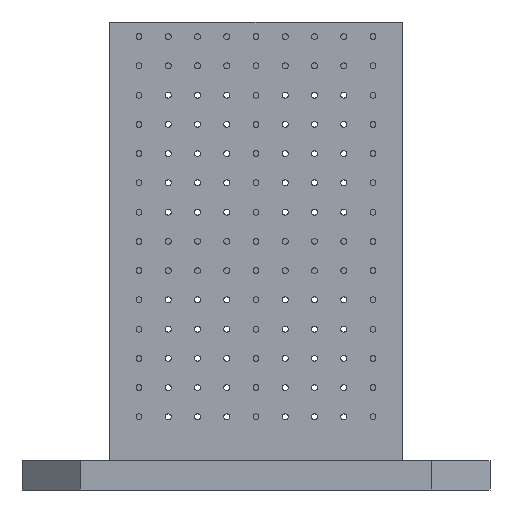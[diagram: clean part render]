
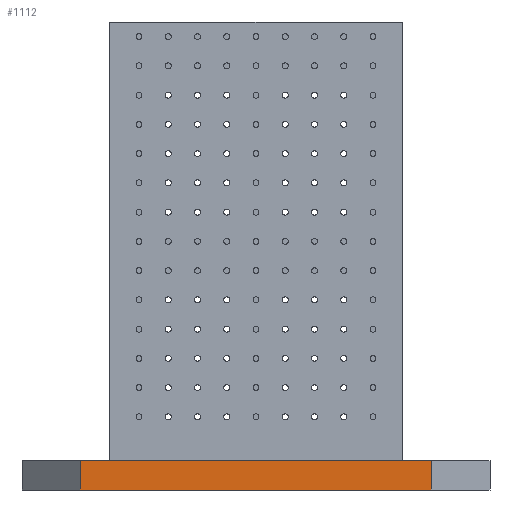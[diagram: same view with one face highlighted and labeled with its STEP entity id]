
A CAD part, left-side view. The second image highlights one B-rep face of the part: STEP entity #1112.
In plain terms, the highlighted planar face has unit normal (-1, 0, 0).
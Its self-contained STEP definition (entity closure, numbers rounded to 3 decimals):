
#1112 = ADVANCED_FACE( '', ( #4075 ), #4076, .F. );
#4075 = FACE_OUTER_BOUND( '', #7672, .T. );
#4076 = PLANE( '', #7673 );
#7672 = EDGE_LOOP( '', ( #14518, #14519, #14520, #14521 ) );
#7673 = AXIS2_PLACEMENT_3D( '', #14522, #14523, #14524 );
#14518 = ORIENTED_EDGE( '', *, *, #17346, .F. );
#14519 = ORIENTED_EDGE( '', *, *, #15804, .T. );
#14520 = ORIENTED_EDGE( '', *, *, #16303, .T. );
#14521 = ORIENTED_EDGE( '', *, *, #15508, .T. );
#14522 = CARTESIAN_POINT( '', ( -400., 400., 50. ) );
#14523 = DIRECTION( '', ( 1., 0., 0. ) );
#14524 = DIRECTION( '', ( 0., 1., 0. ) );
#15508 = EDGE_CURVE( '', #17439, #17436, #17440, .T. );
#15804 = EDGE_CURVE( '', #17971, #17975, #17977, .T. );
#16303 = EDGE_CURVE( '', #17975, #17439, #18825, .T. );
#17346 = EDGE_CURVE( '', #17971, #17436, #20765, .T. );
#17436 = VERTEX_POINT( '', #20872 );
#17439 = VERTEX_POINT( '', #20876 );
#17440 = LINE( '', #20877, #20878 );
#17971 = VERTEX_POINT( '', #22320 );
#17975 = VERTEX_POINT( '', #22326 );
#17977 = LINE( '', #22329, #22330 );
#18825 = LINE( '', #23957, #23958 );
#20765 = LINE( '', #25989, #25990 );
#20872 = CARTESIAN_POINT( '', ( -400., -300., 50. ) );
#20876 = CARTESIAN_POINT( '', ( -400., -300., 0. ) );
#20877 = CARTESIAN_POINT( '', ( -400., -300., 50. ) );
#20878 = VECTOR( '', #26154, 1000. );
#22320 = CARTESIAN_POINT( '', ( -400., 300., 50. ) );
#22326 = CARTESIAN_POINT( '', ( -400., 300., 0. ) );
#22329 = CARTESIAN_POINT( '', ( -400., 300., 50. ) );
#22330 = VECTOR( '', #26701, 1000. );
#23957 = CARTESIAN_POINT( '', ( -400., 400., 0. ) );
#23958 = VECTOR( '', #27698, 1000. );
#25989 = CARTESIAN_POINT( '', ( -400., 400., 50. ) );
#25990 = VECTOR( '', #30607, 1000. );
#26154 = DIRECTION( '', ( 0., 0., 1. ) );
#26701 = DIRECTION( '', ( 0., 0., -1. ) );
#27698 = DIRECTION( '', ( 0., -1., 0. ) );
#30607 = DIRECTION( '', ( 0., -1., 0. ) );
